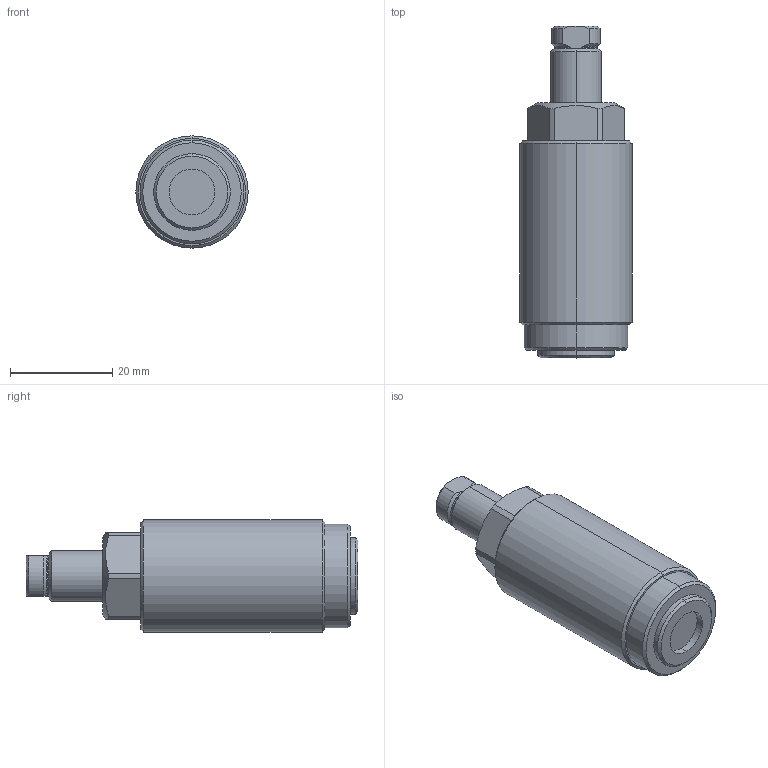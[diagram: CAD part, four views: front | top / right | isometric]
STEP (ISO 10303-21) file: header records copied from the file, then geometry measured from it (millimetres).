
FILE_DESCRIPTION (( 'STEP AP203' ), '1' );
FILE_NAME ('CMD02-10.STEP', '2018-12-11T03:30:46', ( '微软用户' ), ( '微软中国' ), 'SwSTEP 2.0', 'SolidWorks 2012', '' );
FILE_SCHEMA (( 'CONFIG_CONTROL_DESIGN' ));
Length unit declared in the file: millimetre
Products named in the file (3): CMD02-10掛极; CMD02-10活塞; CMD02-10
Assembly tree (2 placements, depth 2):
  CMD02-10
    CMD02-10掛极
    CMD02-10活塞
Bounding box: 22 x 65 x 22 mm (x, y, z)
Volume: 17374 mm3; surface area: 5105.6 mm2
Topology: 2 solids, 2 shells, 63 faces, 150 edges, 95 vertices
Faces by surface type: cylinder 22, plane 19, cone 18, torus 4
Entity records: 2227 total; most frequent: CARTESIAN_POINT 469, DIRECTION 322, ORIENTED_EDGE 296, EDGE_CURVE 148, AXIS2_PLACEMENT_3D 134, VERTEX_POINT 95, EDGE_LOOP 69, CIRCLE 66
